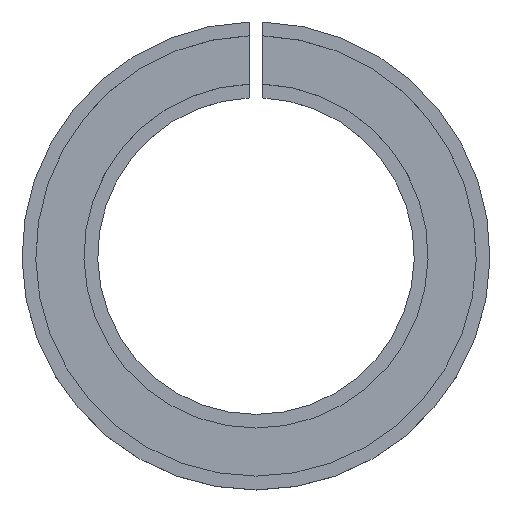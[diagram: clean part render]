
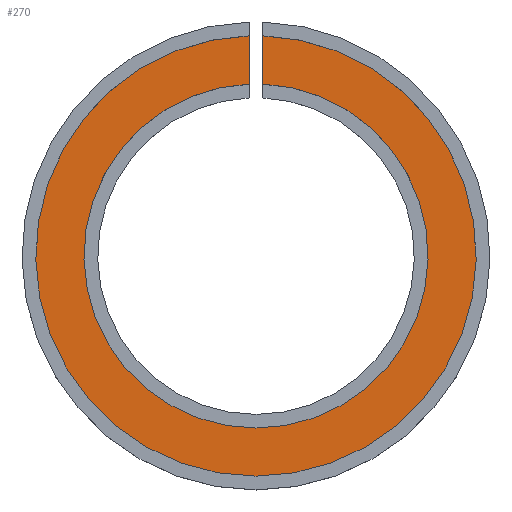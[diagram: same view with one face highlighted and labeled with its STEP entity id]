
A CAD part, top view. The second image highlights one B-rep face of the part: STEP entity #270.
In plain terms, the highlighted planar face has unit normal (0, 0, 1).
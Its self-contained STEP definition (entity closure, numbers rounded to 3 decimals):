
#27=CIRCLE('',#308,16.);
#28=CIRCLE('',#310,12.5);
#54=FACE_OUTER_BOUND('',#68,.T.);
#68=EDGE_LOOP('',(#215,#216,#217,#218));
#82=LINE('',#439,#106);
#100=LINE('',#476,#124);
#106=VECTOR('',#344,10.);
#124=VECTOR('',#364,10.);
#130=VERTEX_POINT('',#436);
#131=VERTEX_POINT('',#438);
#148=VERTEX_POINT('',#473);
#149=VERTEX_POINT('',#475);
#154=EDGE_CURVE('',#131,#130,#82,.T.);
#172=EDGE_CURVE('',#149,#148,#100,.T.);
#176=EDGE_CURVE('',#130,#149,#27,.T.);
#177=EDGE_CURVE('',#148,#131,#28,.T.);
#215=ORIENTED_EDGE('',*,*,#154,.T.);
#216=ORIENTED_EDGE('',*,*,#176,.T.);
#217=ORIENTED_EDGE('',*,*,#172,.T.);
#218=ORIENTED_EDGE('',*,*,#177,.T.);
#261=PLANE('',#309);
#270=ADVANCED_FACE('',(#54),#261,.T.);
#308=AXIS2_PLACEMENT_3D('',#482,#371,#372);
#309=AXIS2_PLACEMENT_3D('',#483,#373,#374);
#310=AXIS2_PLACEMENT_3D('',#484,#375,#376);
#344=DIRECTION('',(0.,1.,0.));
#364=DIRECTION('',(0.,-1.,0.));
#371=DIRECTION('center_axis',(0.,0.,1.));
#372=DIRECTION('ref_axis',(1.,0.,0.));
#373=DIRECTION('center_axis',(0.,0.,1.));
#374=DIRECTION('ref_axis',(1.,0.,0.));
#375=DIRECTION('center_axis',(0.,0.,-1.));
#376=DIRECTION('ref_axis',(-1.,0.,0.));
#436=CARTESIAN_POINT('',(-0.5,15.992,4.5));
#438=CARTESIAN_POINT('',(-0.5,12.49,4.5));
#439=CARTESIAN_POINT('',(-0.5,5.,4.5));
#473=CARTESIAN_POINT('',(0.5,12.49,4.5));
#475=CARTESIAN_POINT('',(0.5,15.992,4.5));
#476=CARTESIAN_POINT('',(0.5,10.,4.5));
#482=CARTESIAN_POINT('Origin',(0.,0.,4.5));
#483=CARTESIAN_POINT('Origin',(0.,0.,4.5));
#484=CARTESIAN_POINT('Origin',(0.,0.,4.5));
